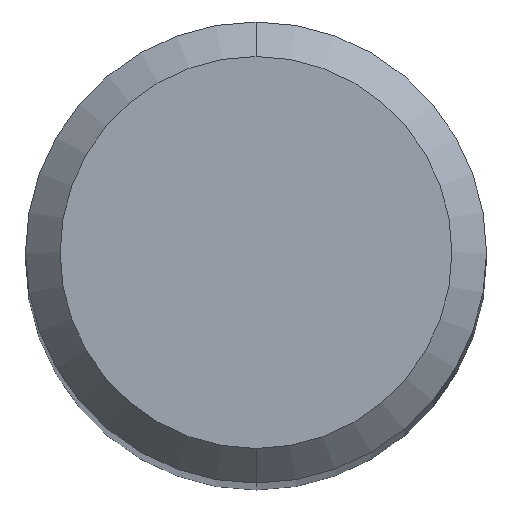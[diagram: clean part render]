
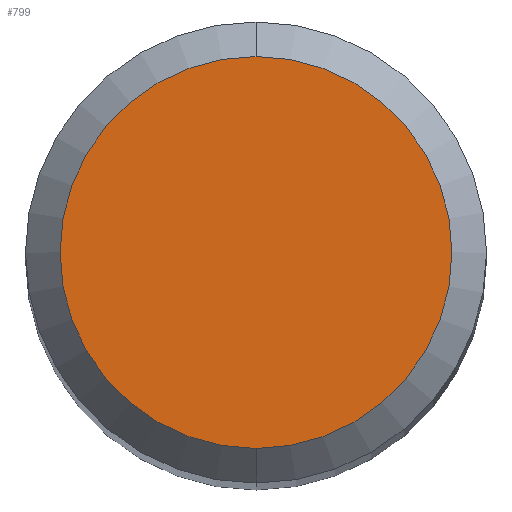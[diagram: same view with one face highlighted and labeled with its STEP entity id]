
A CAD part, top view. The second image highlights one B-rep face of the part: STEP entity #799.
In plain terms, the highlighted planar face has unit normal (0, 0, 1).
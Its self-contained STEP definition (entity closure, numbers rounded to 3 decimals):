
#695=VERTEX_POINT('',#1510);
#799=ADVANCED_FACE('',(#1623),#1624,.T.);
#907=EDGE_CURVE('',#695,#1037,#1738,.T.);
#1037=VERTEX_POINT('',#1876);
#1109=EDGE_CURVE('',#1037,#695,#1953,.T.);
#1510=CARTESIAN_POINT('',(0.0,1.7,0.0));
#1623=FACE_OUTER_BOUND('',#3782,.T.);
#1624=PLANE('',#3783);
#1738=CIRCLE('',#4155,1.7);
#1876=CARTESIAN_POINT('',(0.,-1.7,0.0));
#1953=CIRCLE('',#4963,1.7);
#3782=EDGE_LOOP('',(#5717,#5718));
#3783=AXIS2_PLACEMENT_3D('',#5719,#5720,#5721);
#4155=AXIS2_PLACEMENT_3D('',#5827,#5828,#5829);
#4963=AXIS2_PLACEMENT_3D('',#5991,#5992,#5993);
#5717=ORIENTED_EDGE('',*,*,#907,.F.);
#5718=ORIENTED_EDGE('',*,*,#1109,.F.);
#5719=CARTESIAN_POINT('',(0.0,0.85,0.0));
#5720=DIRECTION('',(-0.0,0.0,1.0));
#5721=DIRECTION('',(0.0,-1.0,0.0));
#5827=CARTESIAN_POINT('',(0.0,0.0,0.0));
#5828=DIRECTION('',(0.0,0.0,-1.0));
#5829=DIRECTION('',(0.0,1.0,0.0));
#5991=CARTESIAN_POINT('',(0.0,0.0,0.0));
#5992=DIRECTION('',(0.0,0.0,-1.0));
#5993=DIRECTION('',(0.0,1.0,0.0));
